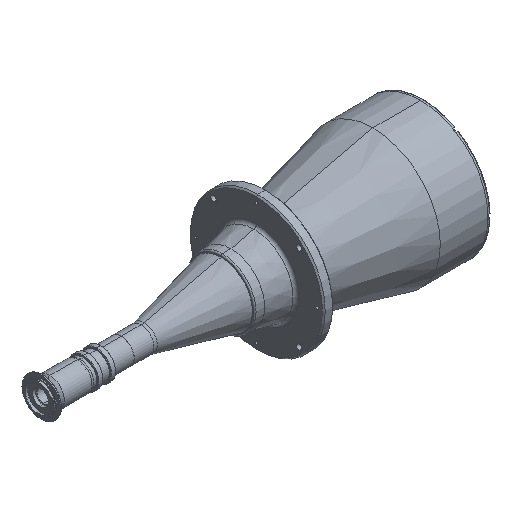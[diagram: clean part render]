
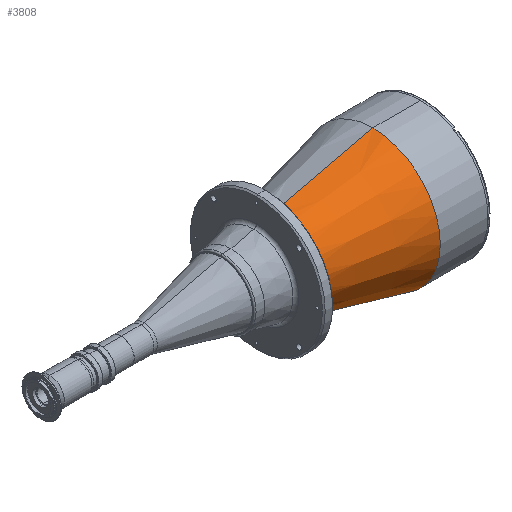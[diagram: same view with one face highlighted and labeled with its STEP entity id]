
A CAD part, isometric view. The second image highlights one B-rep face of the part: STEP entity #3808.
In plain terms, the highlighted conical face has half-angle 13.358 degrees and reference radius 50 mm.
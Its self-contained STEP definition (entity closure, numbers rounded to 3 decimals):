
#189 = CARTESIAN_POINT ( 'NONE',  ( 222.168, 0., 50. ) ) ;
#370 = LINE ( 'NONE', #2402, #2161 ) ;
#795 = EDGE_CURVE ( 'NONE', #4364, #5516, #5646, .T. ) ;
#929 = DIRECTION ( 'NONE',  ( 0.973, 0., -0.231 ) ) ;
#1016 = ORIENTED_EDGE ( 'NONE', *, *, #9721, .T. ) ;
#1156 = VERTEX_POINT ( 'NONE', #7176 ) ;
#1501 = AXIS2_PLACEMENT_3D ( 'NONE', #3857, #2281, #8484 ) ;
#1782 = CONICAL_SURFACE ( 'NONE', #1501, 50., 0.233 ) ;
#2111 = LINE ( 'NONE', #189, #4170 ) ;
#2161 = VECTOR ( 'NONE', #929, 1000. ) ;
#2281 = DIRECTION ( 'NONE',  ( 1., 0., 0. ) ) ;
#2336 = CARTESIAN_POINT ( 'NONE',  ( 281.102, 0., 0. ) ) ;
#2402 = CARTESIAN_POINT ( 'NONE',  ( 222.168, 0., -50. ) ) ;
#2455 = DIRECTION ( 'NONE',  ( -1., 0., 0. ) ) ;
#2472 = AXIS2_PLACEMENT_3D ( 'NONE', #7081, #2455, #7851 ) ;
#2509 = EDGE_CURVE ( 'NONE', #4364, #1156, #370, .T. ) ;
#2982 = FACE_OUTER_BOUND ( 'NONE', #9110, .T. ) ;
#3121 = DIRECTION ( 'NONE',  ( 0., 0., 1. ) ) ;
#3631 = ORIENTED_EDGE ( 'NONE', *, *, #795, .F. ) ;
#3808 = ADVANCED_FACE ( 'NONE', ( #2982 ), #1782, .T. ) ;
#3857 = CARTESIAN_POINT ( 'NONE',  ( 222.168, 0., 0. ) ) ;
#4133 = EDGE_CURVE ( 'NONE', #5516, #9732, #2111, .T. ) ;
#4170 = VECTOR ( 'NONE', #4809, 1000. ) ;
#4364 = VERTEX_POINT ( 'NONE', #9699 ) ;
#4769 = CARTESIAN_POINT ( 'NONE',  ( 432.726, 0., 100. ) ) ;
#4809 = DIRECTION ( 'NONE',  ( 0.973, 0., 0.231 ) ) ;
#5516 = VERTEX_POINT ( 'NONE', #6260 ) ;
#5646 = CIRCLE ( 'NONE', #6703, 63.995 ) ;
#6025 = ORIENTED_EDGE ( 'NONE', *, *, #2509, .T. ) ;
#6185 = ORIENTED_EDGE ( 'NONE', *, *, #4133, .F. ) ;
#6260 = CARTESIAN_POINT ( 'NONE',  ( 281.102, 0., 63.995 ) ) ;
#6703 = AXIS2_PLACEMENT_3D ( 'NONE', #2336, #7718, #3121 ) ;
#7081 = CARTESIAN_POINT ( 'NONE',  ( 432.726, 0., 0. ) ) ;
#7176 = CARTESIAN_POINT ( 'NONE',  ( 432.726, 0., -100. ) ) ;
#7718 = DIRECTION ( 'NONE',  ( -1., 0., 0. ) ) ;
#7851 = DIRECTION ( 'NONE',  ( 0., 0., 1. ) ) ;
#8484 = DIRECTION ( 'NONE',  ( 0., 0., -1. ) ) ;
#8943 = CIRCLE ( 'NONE', #2472, 100. ) ;
#9110 = EDGE_LOOP ( 'NONE', ( #6185, #3631, #6025, #1016 ) ) ;
#9699 = CARTESIAN_POINT ( 'NONE',  ( 281.102, 0., -63.995 ) ) ;
#9721 = EDGE_CURVE ( 'NONE', #1156, #9732, #8943, .T. ) ;
#9732 = VERTEX_POINT ( 'NONE', #4769 ) ;
